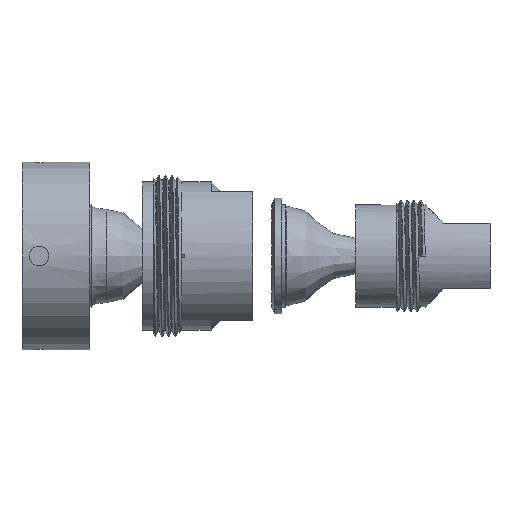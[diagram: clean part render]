
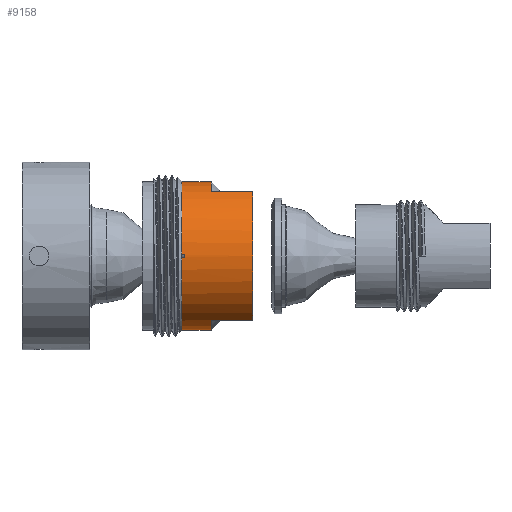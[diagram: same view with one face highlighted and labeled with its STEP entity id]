
A CAD part, left-side view. The second image highlights one B-rep face of the part: STEP entity #9158.
In plain terms, the highlighted cylindrical face has radius 22.5 mm (diameter 45 mm), a full revolution.
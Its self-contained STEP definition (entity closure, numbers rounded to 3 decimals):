
#875=FACE_OUTER_BOUND('',#1419,.T.);
#1419=EDGE_LOOP('',(#7701,#7702,#7703,#7704,#7705,#7706,#7707,#7708,#7709,
#7710,#7711,#7712,#7713,#7714,#7715));
#1671=CIRCLE('',#9502,22.5);
#1672=CIRCLE('',#9503,22.5);
#1675=CIRCLE('',#9558,22.5);
#1677=CIRCLE('',#9562,22.5);
#1678=CIRCLE('',#9567,22.5);
#1679=CIRCLE('',#9568,22.5);
#1680=CIRCLE('',#9569,22.5);
#2129=B_SPLINE_CURVE_WITH_KNOTS('',3,(#21831,#21832,#21833,#21834,#21835,
#21836,#21837,#21838,#21839,#21840,#21841,#21842,#21843,#21844,#21845,#21846,
#21847),.UNSPECIFIED.,.F.,.F.,(4,2,2,2,3,2,2,4),(-0.075,-0.057,
-0.038,-0.019,0.,0.019,0.038,
0.05),.UNSPECIFIED.);
#2130=B_SPLINE_CURVE_WITH_KNOTS('',3,(#21849,#21850,#21851,#21852,#21853,
#21854,#21855,#21856,#21857,#21858,#21859,#21860,#21861,#21862,#21863,#21864),
 .UNSPECIFIED.,.F.,.F.,(4,2,2,2,2,2,2,4),(-0.201,-0.188,
-0.17,-0.151,-0.132,-0.113,
-0.094,-0.075),.UNSPECIFIED.);
#2766=LINE('',#17630,#3445);
#2768=LINE('',#17642,#3447);
#2771=LINE('',#17666,#3450);
#2772=LINE('',#17668,#3451);
#2780=LINE('',#21866,#3459);
#3445=VECTOR('',#10484,10.);
#3447=VECTOR('',#10486,10.);
#3450=VECTOR('',#10509,10.);
#3451=VECTOR('',#10510,10.);
#3459=VECTOR('',#10556,22.5);
#4010=VERTEX_POINT('',#14950);
#4011=VERTEX_POINT('',#14951);
#4012=VERTEX_POINT('',#14966);
#4253=VERTEX_POINT('',#17628);
#4254=VERTEX_POINT('',#17629);
#4257=VERTEX_POINT('',#17637);
#4258=VERTEX_POINT('',#17641);
#4259=VERTEX_POINT('',#17649);
#4262=VERTEX_POINT('',#17656);
#4263=VERTEX_POINT('',#17665);
#4264=VERTEX_POINT('',#17667);
#4265=VERTEX_POINT('',#17672);
#4291=VERTEX_POINT('',#21830);
#5070=EDGE_CURVE('',#4011,#4012,#1671,.T.);
#5080=EDGE_CURVE('',#4012,#4010,#1672,.T.);
#5427=EDGE_CURVE('',#4253,#4254,#2766,.T.);
#5431=EDGE_CURVE('',#4258,#4257,#2768,.T.);
#5434=EDGE_CURVE('',#4253,#4257,#1675,.T.);
#5438=EDGE_CURVE('',#4262,#4259,#1677,.T.);
#5440=EDGE_CURVE('',#4262,#4263,#2771,.T.);
#5441=EDGE_CURVE('',#4264,#4259,#2772,.T.);
#5443=EDGE_CURVE('',#4263,#4258,#1678,.T.);
#5444=EDGE_CURVE('',#4265,#4264,#1679,.T.);
#5445=EDGE_CURVE('',#4254,#4265,#1680,.T.);
#5491=EDGE_CURVE('',#4291,#4010,#2129,.T.);
#5493=EDGE_CURVE('',#4011,#4291,#2130,.T.);
#5494=EDGE_CURVE('',#4012,#4265,#2780,.T.);
#7701=ORIENTED_EDGE('',*,*,#5493,.T.);
#7702=ORIENTED_EDGE('',*,*,#5491,.T.);
#7703=ORIENTED_EDGE('',*,*,#5080,.F.);
#7704=ORIENTED_EDGE('',*,*,#5494,.T.);
#7705=ORIENTED_EDGE('',*,*,#5444,.T.);
#7706=ORIENTED_EDGE('',*,*,#5441,.T.);
#7707=ORIENTED_EDGE('',*,*,#5438,.F.);
#7708=ORIENTED_EDGE('',*,*,#5440,.T.);
#7709=ORIENTED_EDGE('',*,*,#5443,.T.);
#7710=ORIENTED_EDGE('',*,*,#5431,.T.);
#7711=ORIENTED_EDGE('',*,*,#5434,.F.);
#7712=ORIENTED_EDGE('',*,*,#5427,.T.);
#7713=ORIENTED_EDGE('',*,*,#5445,.T.);
#7714=ORIENTED_EDGE('',*,*,#5494,.F.);
#7715=ORIENTED_EDGE('',*,*,#5070,.F.);
#8826=CYLINDRICAL_SURFACE('',#9584,22.5);
#9158=ADVANCED_FACE('',(#875),#8826,.T.);
#9502=AXIS2_PLACEMENT_3D('',#14967,#10183,#10184);
#9503=AXIS2_PLACEMENT_3D('',#15464,#10187,#10188);
#9558=AXIS2_PLACEMENT_3D('',#17646,#10492,#10493);
#9562=AXIS2_PLACEMENT_3D('',#17660,#10500,#10501);
#9567=AXIS2_PLACEMENT_3D('',#17671,#10514,#10515);
#9568=AXIS2_PLACEMENT_3D('',#17673,#10516,#10517);
#9569=AXIS2_PLACEMENT_3D('',#17674,#10518,#10519);
#9584=AXIS2_PLACEMENT_3D('',#21865,#10554,#10555);
#10183=DIRECTION('center_axis',(0.,1.,0.));
#10184=DIRECTION('ref_axis',(-1.,0.,0.));
#10187=DIRECTION('center_axis',(0.,1.,0.));
#10188=DIRECTION('ref_axis',(-1.,0.,0.));
#10484=DIRECTION('',(0.,-1.,0.));
#10486=DIRECTION('',(0.,1.,0.));
#10492=DIRECTION('center_axis',(0.,-1.,0.));
#10493=DIRECTION('ref_axis',(-1.,0.,0.));
#10500=DIRECTION('center_axis',(0.,-1.,0.));
#10501=DIRECTION('ref_axis',(-1.,0.,0.));
#10509=DIRECTION('',(0.,-1.,0.));
#10510=DIRECTION('',(0.,1.,0.));
#10514=DIRECTION('center_axis',(0.,1.,0.));
#10515=DIRECTION('ref_axis',(-1.,0.,0.));
#10516=DIRECTION('center_axis',(0.,1.,0.));
#10517=DIRECTION('ref_axis',(-1.,0.,0.));
#10518=DIRECTION('center_axis',(0.,1.,0.));
#10519=DIRECTION('ref_axis',(-1.,0.,0.));
#10554=DIRECTION('center_axis',(0.,1.,0.));
#10555=DIRECTION('ref_axis',(-1.,0.,0.));
#10556=DIRECTION('',(0.,-1.,0.));
#14950=CARTESIAN_POINT('',(-22.499,44.938,-0.254));
#14951=CARTESIAN_POINT('',(-22.499,44.938,0.254));
#14966=CARTESIAN_POINT('',(22.5,44.938,0.));
#14967=CARTESIAN_POINT('Origin',(0.,44.938,
0.));
#15464=CARTESIAN_POINT('Origin',(0.,44.938,
0.));
#17628=CARTESIAN_POINT('',(11.225,36.1,19.5));
#17629=CARTESIAN_POINT('',(11.225,23.5,19.5));
#17630=CARTESIAN_POINT('',(11.225,30.469,19.5));
#17637=CARTESIAN_POINT('',(-11.225,36.1,19.5));
#17641=CARTESIAN_POINT('',(-11.225,23.5,19.5));
#17642=CARTESIAN_POINT('',(-11.225,30.469,19.5));
#17646=CARTESIAN_POINT('Origin',(0.,36.1,0.));
#17649=CARTESIAN_POINT('',(11.225,36.1,-19.5));
#17656=CARTESIAN_POINT('',(-11.225,36.1,-19.5));
#17660=CARTESIAN_POINT('Origin',(0.,36.1,0.));
#17665=CARTESIAN_POINT('',(-11.225,23.5,-19.5));
#17666=CARTESIAN_POINT('',(-11.225,30.469,-19.5));
#17667=CARTESIAN_POINT('',(11.225,23.5,-19.5));
#17668=CARTESIAN_POINT('',(11.225,30.469,-19.5));
#17671=CARTESIAN_POINT('Origin',(0.,23.5,0.));
#17672=CARTESIAN_POINT('',(22.5,23.5,0.));
#17673=CARTESIAN_POINT('Origin',(0.,23.5,0.));
#17674=CARTESIAN_POINT('Origin',(0.,23.5,0.));
#21830=CARTESIAN_POINT('',(-22.5,44.007,0.));
#21831=CARTESIAN_POINT('Ctrl Pts',(-22.5,44.007,0.));
#21832=CARTESIAN_POINT('Ctrl Pts',(-22.5,44.007,-0.063));
#21833=CARTESIAN_POINT('Ctrl Pts',(-22.5,44.02,-0.13));
#21834=CARTESIAN_POINT('Ctrl Pts',(-22.499,44.071,-0.253));
#21835=CARTESIAN_POINT('Ctrl Pts',(-22.498,44.109,-0.309));
#21836=CARTESIAN_POINT('Ctrl Pts',(-22.497,44.198,-0.398));
#21837=CARTESIAN_POINT('Ctrl Pts',(-22.496,44.254,-0.436));
#21838=CARTESIAN_POINT('Ctrl Pts',(-22.495,44.378,-0.487));
#21839=CARTESIAN_POINT('Ctrl Pts',(-22.494,44.445,-0.5));
#21840=CARTESIAN_POINT('Ctrl Pts',(-22.494,44.507,-0.5));
#21841=CARTESIAN_POINT('Ctrl Pts',(-22.494,44.57,-0.5));
#21842=CARTESIAN_POINT('Ctrl Pts',(-22.495,44.637,-0.487));
#21843=CARTESIAN_POINT('Ctrl Pts',(-22.496,44.76,-0.436));
#21844=CARTESIAN_POINT('Ctrl Pts',(-22.497,44.817,-0.398));
#21845=CARTESIAN_POINT('Ctrl Pts',(-22.498,44.89,-0.325));
#21846=CARTESIAN_POINT('Ctrl Pts',(-22.498,44.916,-0.291));
#21847=CARTESIAN_POINT('Ctrl Pts',(-22.499,44.938,-0.254));
#21849=CARTESIAN_POINT('Ctrl Pts',(-22.499,44.938,0.254));
#21850=CARTESIAN_POINT('Ctrl Pts',(-22.498,44.916,0.291));
#21851=CARTESIAN_POINT('Ctrl Pts',(-22.498,44.89,0.325));
#21852=CARTESIAN_POINT('Ctrl Pts',(-22.497,44.817,0.398));
#21853=CARTESIAN_POINT('Ctrl Pts',(-22.496,44.76,0.436));
#21854=CARTESIAN_POINT('Ctrl Pts',(-22.495,44.637,0.487));
#21855=CARTESIAN_POINT('Ctrl Pts',(-22.494,44.57,0.5));
#21856=CARTESIAN_POINT('Ctrl Pts',(-22.494,44.445,0.5));
#21857=CARTESIAN_POINT('Ctrl Pts',(-22.495,44.378,0.487));
#21858=CARTESIAN_POINT('Ctrl Pts',(-22.496,44.254,0.436));
#21859=CARTESIAN_POINT('Ctrl Pts',(-22.497,44.198,0.398));
#21860=CARTESIAN_POINT('Ctrl Pts',(-22.498,44.109,0.309));
#21861=CARTESIAN_POINT('Ctrl Pts',(-22.499,44.071,0.253));
#21862=CARTESIAN_POINT('Ctrl Pts',(-22.5,44.02,0.13));
#21863=CARTESIAN_POINT('Ctrl Pts',(-22.5,44.007,0.063));
#21864=CARTESIAN_POINT('Ctrl Pts',(-22.5,44.007,0.));
#21865=CARTESIAN_POINT('Origin',(0.,30.469,
0.));
#21866=CARTESIAN_POINT('',(22.5,30.469,0.));
